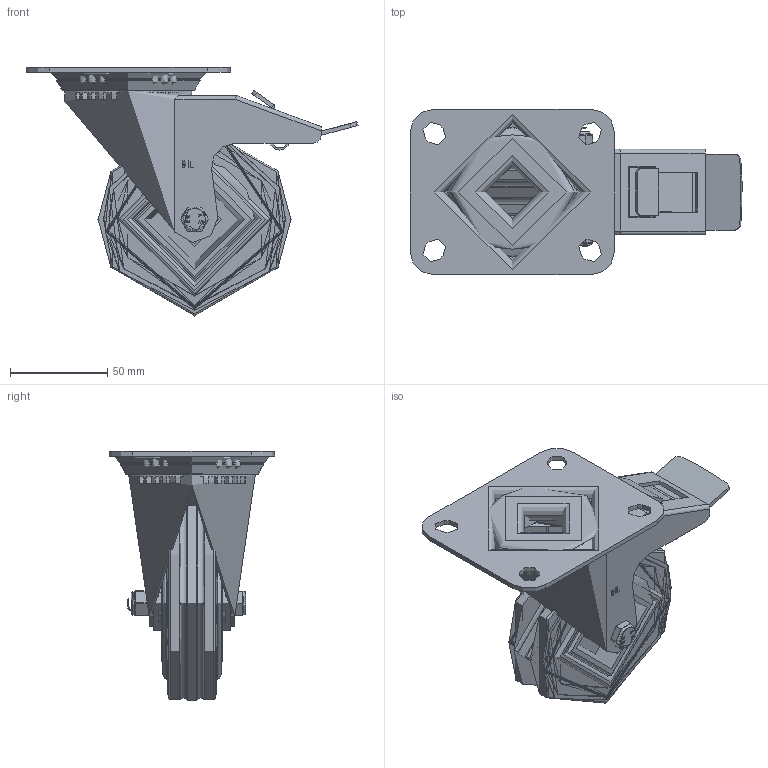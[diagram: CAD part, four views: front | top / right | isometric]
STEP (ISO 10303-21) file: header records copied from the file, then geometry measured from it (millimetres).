
FILE_DESCRIPTION(/* description */ (''),/* implementation_level */ '2;1');
FILE_NAME(/* name */ 'BZMM100GRBSWB.step',/* time_stamp */ '2024-06-24T15:32:26+01:00',/* author */ (''),/* organization */ (''),/* preprocessor_version */ 'ST-DEVELOPER v20',/* originating_system */ 'Autodesk Translation Framework v13.14.0.145',/* authorisation */ '');
FILE_SCHEMA (('AUTOMOTIVE_DESIGN { 1 0 10303 214 3 1 1 }'));
Length unit declared in the file: millimetre
Products named in the file (27): BZMM100GRBSWB; BZMM100ASSWB v1; ZINC PLATED, PRESSED STEEL TOP PLATE; ZINC PLATED, PRESSED STEEL TOP PLATE Geometry; BALL BEARINGS; Component1; ZINC PLATED, PRESSED STEEL FORKS; BEARING SEAL; ZINC PLATED, PRESSED STEEL BRAKE PEDAL; BRAKE PAD; BZMM100WGRRB v1; RUBBER WHEEL; POLYPROPYLENE RIM; POLYPROPYLENE RIM Geometry; CAP; ROLLER BEARING; PINS; Component1 (1); CAGE; TUBEM12X40 v1; ZINC PLATED STEEL TUBE; HEXBOLTM8X55Z8.8 v2; GRADE 8.8 ZINC PLATED BOLT; NYLOCM8Z v1; NYLOC NUT; NUT; RUBBER
Assembly tree (56 placements, depth 5):
  BZMM100GRBSWB
    BZMM100ASSWB v1
      ZINC PLATED, PRESSED STEEL TOP PLATE
        ZINC PLATED, PRESSED STEEL TOP PLATE Geometry
        BALL BEARINGS
          Component1  x24
      ZINC PLATED, PRESSED STEEL FORKS
      BEARING SEAL
      ZINC PLATED, PRESSED STEEL BRAKE PEDAL
      BRAKE PAD
    BZMM100WGRRB v1
      RUBBER WHEEL
      POLYPROPYLENE RIM
        POLYPROPYLENE RIM Geometry
        CAP
      ROLLER BEARING
        PINS
          Component1 (1)  x8
        CAGE
    TUBEM12X40 v1
      ZINC PLATED STEEL TUBE
    HEXBOLTM8X55Z8.8 v2
      GRADE 8.8 ZINC PLATED BOLT
    NYLOCM8Z v1
      NYLOC NUT
        NUT
        RUBBER
Bounding box: 170.42 x 85 x 128 mm (x, y, z)
Volume: 259973.4 mm3; surface area: 129487.8 mm2
Topology: 45 solids, 45 shells, 744 faces, 1897 edges, 1209 vertices
Faces by surface type: plane 361, cylinder 196, bspline 64, sphere 48, cone 45, torus 30
Full cylindrical faces by diameter (mm): 0.664 x2, 4.5 x8, 6.446 x7, 7.866 x13, 8 x3, 8.2 x2, 8.4 x1, 8.6 x2, 11.5 x1, 11.9 x1, 12 x2, 12.1 x1, 13 x1, 21 x1, 22 x1, 24.8 x1, 25 x1, 27.5 x1, 28 x2, 31.5 x1, 50.787 x2, 56 x2, 61 x1, 61.5 x2, 65 x1, 99 x2, 100 x1
Entity records: 30771 total; most frequent: CARTESIAN_POINT 12865, ORIENTED_EDGE 3598, DIRECTION 3555, EDGE_CURVE 1799, AXIS2_PLACEMENT_3D 1249, VERTEX_POINT 1149, LINE 1057, VECTOR 1057
